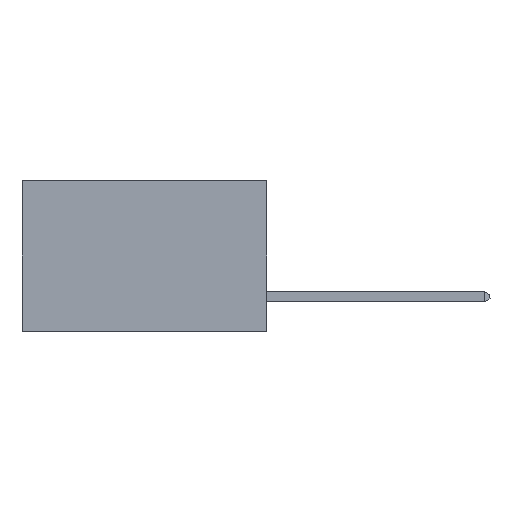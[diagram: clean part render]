
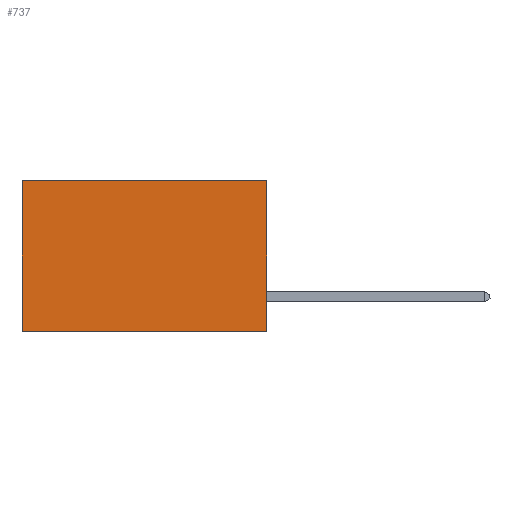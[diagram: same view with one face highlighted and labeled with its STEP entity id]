
A CAD part, left-side view. The second image highlights one B-rep face of the part: STEP entity #737.
In plain terms, the highlighted planar face has unit normal (-1, 0, 0).
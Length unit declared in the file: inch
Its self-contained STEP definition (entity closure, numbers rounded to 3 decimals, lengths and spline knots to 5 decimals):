
#321 = VERTEX_POINT ( 'NONE', #16764 ) ;
#737 = ADVANCED_FACE ( 'NONE', ( #7014 ), #10769, .F. ) ;
#1700 = DIRECTION ( 'NONE',  ( 0., 1., 0. ) ) ;
#2282 = LINE ( 'NONE', #14064, #16453 ) ;
#2763 = ORIENTED_EDGE ( 'NONE', *, *, #16871, .F. ) ;
#3274 = VECTOR ( 'NONE', #6722, 39.37008 ) ;
#4021 = EDGE_CURVE ( 'NONE', #321, #13980, #8491, .T. ) ;
#4521 = ORIENTED_EDGE ( 'NONE', *, *, #8505, .F. ) ;
#4868 = VECTOR ( 'NONE', #10828, 39.37008 ) ;
#5404 = CARTESIAN_POINT ( 'NONE',  ( 0.2875, 0., 0. ) ) ;
#6182 = DIRECTION ( 'NONE',  ( 0., 1., 0. ) ) ;
#6210 = EDGE_LOOP ( 'NONE', ( #15652, #4521, #2763, #15616 ) ) ;
#6248 = VECTOR ( 'NONE', #6182, 39.37008 ) ;
#6674 = LINE ( 'NONE', #10075, #6248 ) ;
#6722 = DIRECTION ( 'NONE',  ( 0., 0., -1. ) ) ;
#6948 = LINE ( 'NONE', #13554, #3274 ) ;
#7014 = FACE_OUTER_BOUND ( 'NONE', #6210, .T. ) ;
#8491 = LINE ( 'NONE', #10657, #4868 ) ;
#8505 = EDGE_CURVE ( 'NONE', #13378, #13980, #6674, .T. ) ;
#10075 = CARTESIAN_POINT ( 'NONE',  ( 0.2875, 0., -0.37 ) ) ;
#10539 = CARTESIAN_POINT ( 'NONE',  ( 0.2875, 0.6, -0.37 ) ) ;
#10595 = CARTESIAN_POINT ( 'NONE',  ( 0.2875, 0., 0. ) ) ;
#10657 = CARTESIAN_POINT ( 'NONE',  ( 0.2875, 0.6, 0. ) ) ;
#10677 = CARTESIAN_POINT ( 'NONE',  ( 0.2875, 0., -0.37 ) ) ;
#10769 = PLANE ( 'NONE',  #14883 ) ;
#10828 = DIRECTION ( 'NONE',  ( 0., 0., -1. ) ) ;
#11171 = DIRECTION ( 'NONE',  ( 0., 0., -1. ) ) ;
#11860 = EDGE_CURVE ( 'NONE', #14146, #321, #2282, .T. ) ;
#13378 = VERTEX_POINT ( 'NONE', #10677 ) ;
#13554 = CARTESIAN_POINT ( 'NONE',  ( 0.2875, 0., 0. ) ) ;
#13980 = VERTEX_POINT ( 'NONE', #10539 ) ;
#14064 = CARTESIAN_POINT ( 'NONE',  ( 0.2875, 0., 0. ) ) ;
#14146 = VERTEX_POINT ( 'NONE', #5404 ) ;
#14883 = AXIS2_PLACEMENT_3D ( 'NONE', #10595, #15425, #11171 ) ;
#15425 = DIRECTION ( 'NONE',  ( 1., 0., 0. ) ) ;
#15616 = ORIENTED_EDGE ( 'NONE', *, *, #11860, .T. ) ;
#15652 = ORIENTED_EDGE ( 'NONE', *, *, #4021, .T. ) ;
#16453 = VECTOR ( 'NONE', #1700, 39.37008 ) ;
#16764 = CARTESIAN_POINT ( 'NONE',  ( 0.2875, 0.6, 0. ) ) ;
#16871 = EDGE_CURVE ( 'NONE', #14146, #13378, #6948, .T. ) ;
